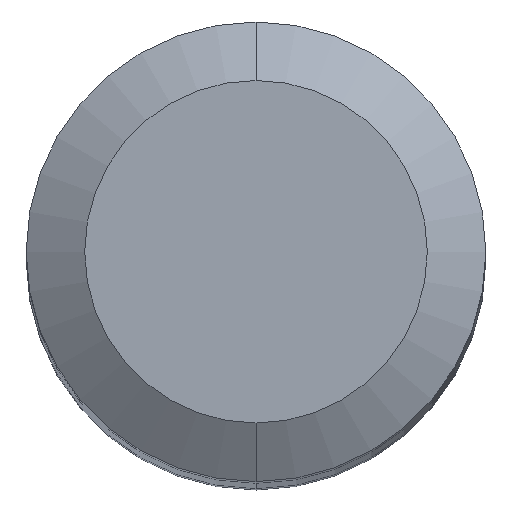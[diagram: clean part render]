
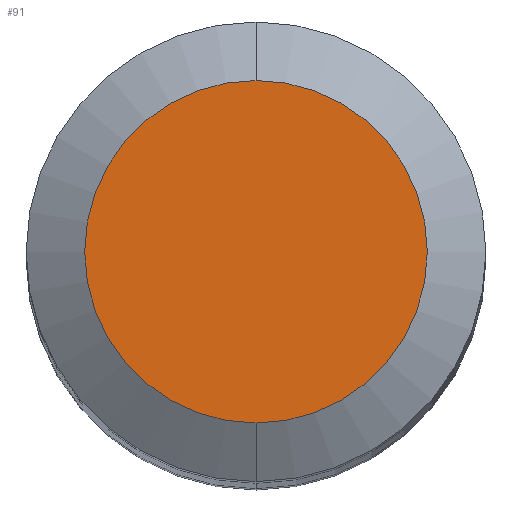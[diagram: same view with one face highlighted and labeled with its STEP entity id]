
A CAD part, top view. The second image highlights one B-rep face of the part: STEP entity #91.
In plain terms, the highlighted planar face has unit normal (0, 0, 1).
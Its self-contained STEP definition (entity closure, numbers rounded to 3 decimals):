
#11 = VERTEX_POINT ( 'NONE', #33 ) ;
#14 = AXIS2_PLACEMENT_3D ( 'NONE', #522, #241, #475 ) ;
#33 = CARTESIAN_POINT ( 'NONE',  ( 0., -2.534, 36. ) ) ;
#39 = ORIENTED_EDGE ( 'NONE', *, *, #238, .T. ) ;
#47 = AXIS2_PLACEMENT_3D ( 'NONE', #588, #510, #536 ) ;
#91 = ADVANCED_FACE ( 'NONE', ( #286 ), #498, .F. ) ;
#190 = VERTEX_POINT ( 'NONE', #480 ) ;
#224 = EDGE_LOOP ( 'NONE', ( #497, #39 ) ) ;
#232 = DIRECTION ( 'NONE',  ( 0., 0., 1. ) ) ;
#238 = EDGE_CURVE ( 'NONE', #11, #190, #425, .T. ) ;
#241 = DIRECTION ( 'NONE',  ( 0., 0., 1. ) ) ;
#286 = FACE_OUTER_BOUND ( 'NONE', #224, .T. ) ;
#398 = AXIS2_PLACEMENT_3D ( 'NONE', #557, #232, #515 ) ;
#401 = EDGE_CURVE ( 'NONE', #190, #11, #587, .T. ) ;
#425 = CIRCLE ( 'NONE', #14, 2.534 ) ;
#475 = DIRECTION ( 'NONE',  ( 0., 1., 0. ) ) ;
#480 = CARTESIAN_POINT ( 'NONE',  ( 0., 2.534, 36. ) ) ;
#497 = ORIENTED_EDGE ( 'NONE', *, *, #401, .T. ) ;
#498 = PLANE ( 'NONE',  #47 ) ;
#510 = DIRECTION ( 'NONE',  ( 0., 0., -1. ) ) ;
#515 = DIRECTION ( 'NONE',  ( 0., 1., 0. ) ) ;
#522 = CARTESIAN_POINT ( 'NONE',  ( 0., 0., 36. ) ) ;
#536 = DIRECTION ( 'NONE',  ( 0., 1., 0. ) ) ;
#557 = CARTESIAN_POINT ( 'NONE',  ( 0., 0., 36. ) ) ;
#587 = CIRCLE ( 'NONE', #398, 2.534 ) ;
#588 = CARTESIAN_POINT ( 'NONE',  ( 0., 0., 36. ) ) ;
